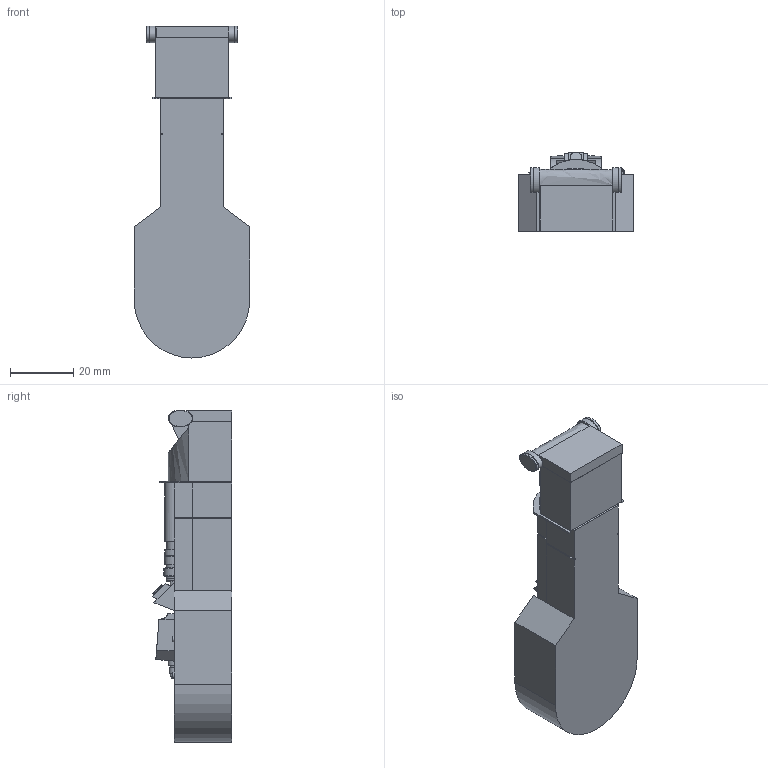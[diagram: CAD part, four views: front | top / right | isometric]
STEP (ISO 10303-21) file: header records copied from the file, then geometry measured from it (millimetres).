
FILE_DESCRIPTION(/* description */ (''),/* implementation_level */ '2;1');
FILE_NAME(/* name */ 'e28adbd6-2ffc-4556-9294-74c860bb3546.stp',/* time_stamp */ '2025-12-12T14:53:09Z',/* author */ (''),/* organization */ (''),/* preprocessor_version */ 'ST-DEVELOPER v20.1',/* originating_system */ 'Autodesk Translation Framework v14.24.0.0',/* authorisation */ '');
FILE_SCHEMA (('AUTOMOTIVE_DESIGN { 1 0 10303 214 3 1 1 }'));
Length unit declared in the file: millimetre
Products named in the file (1): Pierna
Bounding box: 36.51 x 25.08 x 105.03 mm (x, y, z)
Volume: 48321.8 mm3; surface area: 14975.4 mm2
Topology: 9 solids, 9 shells, 287 faces, 726 edges, 477 vertices
Faces by surface type: plane 203, bspline 45, cylinder 37, cone 2
Full cylindrical faces by diameter (mm): 1.797 x2, 4.485 x2, 7.813 x1, 12.146 x1, 13.255 x1
Entity records: 9084 total; most frequent: CARTESIAN_POINT 2154, ORIENTED_EDGE 1452, DIRECTION 1391, EDGE_CURVE 726, LINE 515, VECTOR 515, VERTEX_POINT 477, AXIS2_PLACEMENT_3D 438
